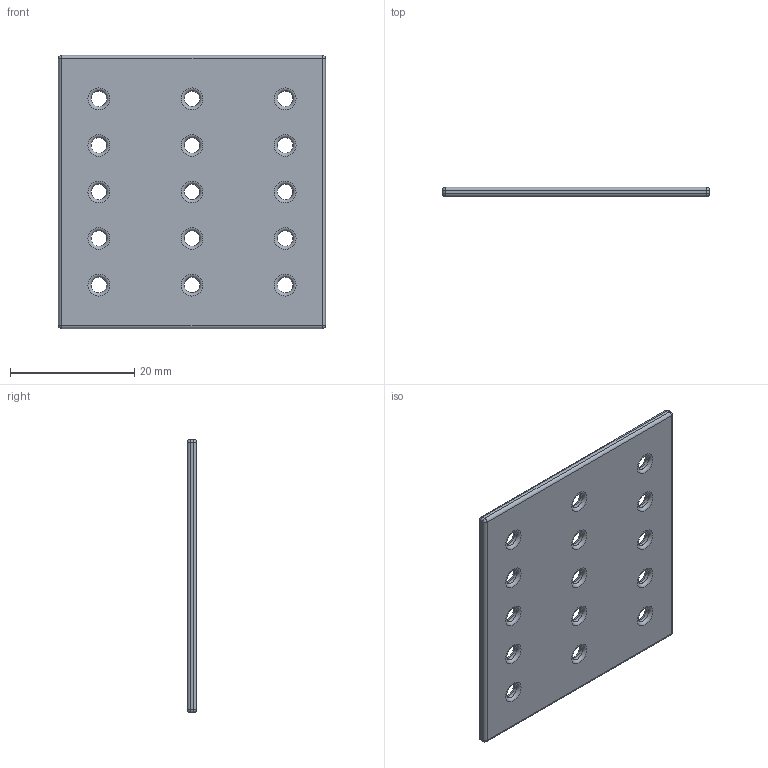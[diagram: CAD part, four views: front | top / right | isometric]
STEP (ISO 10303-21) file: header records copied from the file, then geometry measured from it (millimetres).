
FILE_DESCRIPTION(/* description */ (''),/* implementation_level */ '2;1');
FILE_NAME(/* name */ 'devFrame Platform Mount Shim.step',/* time_stamp */ '2020-02-04T15:03:54-06:00',/* author */ (''),/* organization */ (''),/* preprocessor_version */ 'ST-DEVELOPER v18',/* originating_system */ 'Autodesk Translation Framework v8.12.0.6',/* authorisation */ '');
FILE_SCHEMA (('AUTOMOTIVE_DESIGN { 1 0 10303 214 3 1 1 }'));
Length unit declared in the file: millimetre
Products named in the file (1): devFrame Platform Mount Shim
Bounding box: 43 x 1.5 x 44 mm (x, y, z)
Volume: 2695 mm3; surface area: 3951 mm2
Topology: 1 solids, 1 shells, 71 faces, 213 edges, 144 vertices
Faces by surface type: torus 30, cylinder 27, sphere 8, plane 6
Full cylindrical faces by diameter (mm): 2.5 x15
Entity records: 2622 total; most frequent: DIRECTION 531, CARTESIAN_POINT 429, ORIENTED_EDGE 426, AXIS2_PLACEMENT_3D 246, EDGE_CURVE 213, CIRCLE 174, VERTEX_POINT 144, EDGE_LOOP 101
